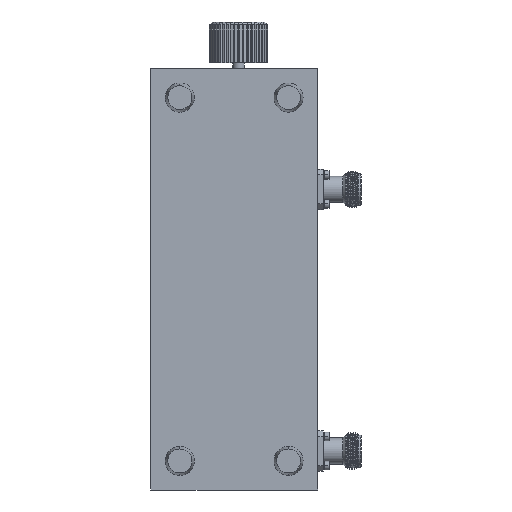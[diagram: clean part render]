
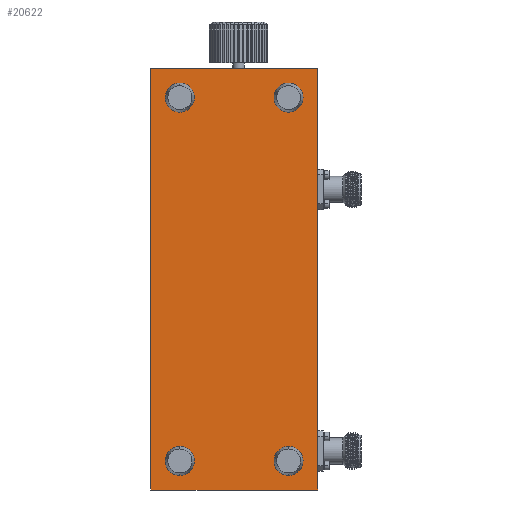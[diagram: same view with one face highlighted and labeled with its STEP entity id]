
A CAD part, front view. The second image highlights one B-rep face of the part: STEP entity #20622.
In plain terms, the highlighted planar face has unit normal (0, -1, 0).
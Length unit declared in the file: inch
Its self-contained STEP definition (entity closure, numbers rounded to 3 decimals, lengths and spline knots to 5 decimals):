
#289 = CARTESIAN_POINT ( 'NONE',  ( -1.435, -1.4, -7.25 ) ) ;
#776 = DIRECTION ( 'NONE',  ( 1., 0., 0. ) ) ;
#1308 = CARTESIAN_POINT ( 'NONE',  ( -1.435, -1.4, -7.25 ) ) ;
#2579 = CARTESIAN_POINT ( 'NONE',  ( 0.935, -1.4, -6.5 ) ) ;
#2786 = CARTESIAN_POINT ( 'NONE',  ( -1.435, -1.4, -7.25 ) ) ;
#3053 = VERTEX_POINT ( 'NONE', #32050 ) ;
#3235 = VERTEX_POINT ( 'NONE', #30108 ) ;
#5208 = VERTEX_POINT ( 'NONE', #32658 ) ;
#5435 = DIRECTION ( 'NONE',  ( 0., 0., -1. ) ) ;
#6013 = EDGE_CURVE ( 'NONE', #20671, #11762, #34901, .T. ) ;
#6318 = FACE_BOUND ( 'NONE', #32622, .T. ) ;
#6763 = ORIENTED_EDGE ( 'NONE', *, *, #33195, .F. ) ;
#7598 = AXIS2_PLACEMENT_3D ( 'NONE', #18593, #25436, #12552 ) ;
#8004 = CARTESIAN_POINT ( 'NONE',  ( 1.435, -1.4, -7.25 ) ) ;
#8320 = CARTESIAN_POINT ( 'NONE',  ( 0.935, -1.4, -0.5 ) ) ;
#8520 = ORIENTED_EDGE ( 'NONE', *, *, #6013, .T. ) ;
#8706 = CIRCLE ( 'NONE', #16000, 0.25 ) ;
#8724 = CARTESIAN_POINT ( 'NONE',  ( -0.935, -1.4, -0.5 ) ) ;
#9334 = CIRCLE ( 'NONE', #21273, 0.25 ) ;
#9740 = VECTOR ( 'NONE', #26494, 39.37008 ) ;
#9862 = DIRECTION ( 'NONE',  ( 0., -1., 0. ) ) ;
#10144 = DIRECTION ( 'NONE',  ( 0., -1., 0. ) ) ;
#10171 = CARTESIAN_POINT ( 'NONE',  ( -0.935, -1.4, -0.25 ) ) ;
#10543 = AXIS2_PLACEMENT_3D ( 'NONE', #289, #9862, #31705 ) ;
#11246 = EDGE_LOOP ( 'NONE', ( #38322, #21563, #8520, #25066 ) ) ;
#11513 = ORIENTED_EDGE ( 'NONE', *, *, #25643, .F. ) ;
#11756 = CIRCLE ( 'NONE', #15719, 0.25 ) ;
#11762 = VERTEX_POINT ( 'NONE', #24765 ) ;
#12008 = CARTESIAN_POINT ( 'NONE',  ( -0.935, -1.4, -0.5 ) ) ;
#12552 = DIRECTION ( 'NONE',  ( 0., 0., -1. ) ) ;
#12777 = EDGE_CURVE ( 'NONE', #13613, #13804, #17561, .T. ) ;
#13272 = EDGE_LOOP ( 'NONE', ( #26815, #22706 ) ) ;
#13613 = VERTEX_POINT ( 'NONE', #36267 ) ;
#13712 = CIRCLE ( 'NONE', #32313, 0.25 ) ;
#13804 = VERTEX_POINT ( 'NONE', #32226 ) ;
#14138 = EDGE_CURVE ( 'NONE', #27511, #23438, #8706, .T. ) ;
#14229 = VERTEX_POINT ( 'NONE', #36978 ) ;
#14237 = CARTESIAN_POINT ( 'NONE',  ( -0.935, -1.4, -6.75 ) ) ;
#14903 = DIRECTION ( 'NONE',  ( 0., -1., 0. ) ) ;
#14923 = EDGE_LOOP ( 'NONE', ( #38055, #34046 ) ) ;
#15305 = EDGE_CURVE ( 'NONE', #24153, #5208, #15669, .T. ) ;
#15472 = AXIS2_PLACEMENT_3D ( 'NONE', #8724, #27462, #21003 ) ;
#15525 = ORIENTED_EDGE ( 'NONE', *, *, #15305, .F. ) ;
#15669 = CIRCLE ( 'NONE', #40300, 0.25 ) ;
#15719 = AXIS2_PLACEMENT_3D ( 'NONE', #33954, #21445, #5435 ) ;
#16000 = AXIS2_PLACEMENT_3D ( 'NONE', #12008, #14903, #31343 ) ;
#16370 = CARTESIAN_POINT ( 'NONE',  ( -1.435, -1.4, -7.25 ) ) ;
#16984 = EDGE_CURVE ( 'NONE', #23438, #27511, #25463, .T. ) ;
#17561 = CIRCLE ( 'NONE', #7598, 0.25 ) ;
#17797 = CARTESIAN_POINT ( 'NONE',  ( -0.935, -1.4, -0.75 ) ) ;
#17915 = EDGE_CURVE ( 'NONE', #20671, #3053, #31297, .T. ) ;
#18305 = DIRECTION ( 'NONE',  ( 0., 0., -1. ) ) ;
#18593 = CARTESIAN_POINT ( 'NONE',  ( -0.935, -1.4, -6.75 ) ) ;
#19009 = PLANE ( 'NONE',  #10543 ) ;
#20495 = DIRECTION ( 'NONE',  ( 0., 0., -1. ) ) ;
#20622 = ADVANCED_FACE ( 'NONE', ( #25880, #34835, #41092, #28382, #6318 ), #19009, .T. ) ;
#20671 = VERTEX_POINT ( 'NONE', #1308 ) ;
#20694 = DIRECTION ( 'NONE',  ( 0., 0., 1. ) ) ;
#21003 = DIRECTION ( 'NONE',  ( 0., 0., -1. ) ) ;
#21273 = AXIS2_PLACEMENT_3D ( 'NONE', #38655, #10144, #22816 ) ;
#21445 = DIRECTION ( 'NONE',  ( 0., -1., 0. ) ) ;
#21563 = ORIENTED_EDGE ( 'NONE', *, *, #17915, .F. ) ;
#22706 = ORIENTED_EDGE ( 'NONE', *, *, #12777, .F. ) ;
#22816 = DIRECTION ( 'NONE',  ( 0., 0., -1. ) ) ;
#23438 = VERTEX_POINT ( 'NONE', #10171 ) ;
#23983 = LINE ( 'NONE', #28137, #34565 ) ;
#23995 = EDGE_LOOP ( 'NONE', ( #34248, #15525 ) ) ;
#24153 = VERTEX_POINT ( 'NONE', #2579 ) ;
#24765 = CARTESIAN_POINT ( 'NONE',  ( 1.435, -1.4, -7.25 ) ) ;
#25066 = ORIENTED_EDGE ( 'NONE', *, *, #36425, .T. ) ;
#25436 = DIRECTION ( 'NONE',  ( 0., -1., 0. ) ) ;
#25463 = CIRCLE ( 'NONE', #15472, 0.25 ) ;
#25643 = EDGE_CURVE ( 'NONE', #36388, #14229, #26880, .T. ) ;
#25880 = FACE_OUTER_BOUND ( 'NONE', #11246, .T. ) ;
#26494 = DIRECTION ( 'NONE',  ( 0., 0., 1. ) ) ;
#26815 = ORIENTED_EDGE ( 'NONE', *, *, #35302, .F. ) ;
#26880 = CIRCLE ( 'NONE', #40201, 0.25 ) ;
#27462 = DIRECTION ( 'NONE',  ( 0., -1., 0. ) ) ;
#27468 = DIRECTION ( 'NONE',  ( 0., 0., -1. ) ) ;
#27511 = VERTEX_POINT ( 'NONE', #17797 ) ;
#27880 = CARTESIAN_POINT ( 'NONE',  ( 0.935, -1.4, -6.75 ) ) ;
#28137 = CARTESIAN_POINT ( 'NONE',  ( -1.435, -1.4, 0. ) ) ;
#28382 = FACE_BOUND ( 'NONE', #14923, .T. ) ;
#29854 = VECTOR ( 'NONE', #776, 39.37008 ) ;
#30108 = CARTESIAN_POINT ( 'NONE',  ( 1.435, -1.4, 0. ) ) ;
#30377 = VECTOR ( 'NONE', #20694, 39.37008 ) ;
#30444 = DIRECTION ( 'NONE',  ( 1., 0., 0. ) ) ;
#30984 = DIRECTION ( 'NONE',  ( 0., -1., 0. ) ) ;
#31297 = LINE ( 'NONE', #2786, #9740 ) ;
#31343 = DIRECTION ( 'NONE',  ( 0., 0., -1. ) ) ;
#31705 = DIRECTION ( 'NONE',  ( 0., 0., -1. ) ) ;
#32050 = CARTESIAN_POINT ( 'NONE',  ( -1.435, -1.4, 0. ) ) ;
#32054 = EDGE_CURVE ( 'NONE', #3053, #3235, #23983, .T. ) ;
#32226 = CARTESIAN_POINT ( 'NONE',  ( -0.935, -1.4, -7. ) ) ;
#32313 = AXIS2_PLACEMENT_3D ( 'NONE', #14237, #33595, #20495 ) ;
#32622 = EDGE_LOOP ( 'NONE', ( #6763, #11513 ) ) ;
#32658 = CARTESIAN_POINT ( 'NONE',  ( 0.935, -1.4, -7. ) ) ;
#33195 = EDGE_CURVE ( 'NONE', #14229, #36388, #9334, .T. ) ;
#33513 = DIRECTION ( 'NONE',  ( 0., -1., 0. ) ) ;
#33595 = DIRECTION ( 'NONE',  ( 0., -1., 0. ) ) ;
#33954 = CARTESIAN_POINT ( 'NONE',  ( 0.935, -1.4, -6.75 ) ) ;
#34046 = ORIENTED_EDGE ( 'NONE', *, *, #16984, .F. ) ;
#34248 = ORIENTED_EDGE ( 'NONE', *, *, #35774, .F. ) ;
#34565 = VECTOR ( 'NONE', #30444, 39.37008 ) ;
#34835 = FACE_BOUND ( 'NONE', #13272, .T. ) ;
#34901 = LINE ( 'NONE', #16370, #29854 ) ;
#35302 = EDGE_CURVE ( 'NONE', #13804, #13613, #13712, .T. ) ;
#35774 = EDGE_CURVE ( 'NONE', #5208, #24153, #11756, .T. ) ;
#36267 = CARTESIAN_POINT ( 'NONE',  ( -0.935, -1.4, -6.5 ) ) ;
#36388 = VERTEX_POINT ( 'NONE', #39440 ) ;
#36425 = EDGE_CURVE ( 'NONE', #11762, #3235, #36526, .T. ) ;
#36526 = LINE ( 'NONE', #8004, #30377 ) ;
#36978 = CARTESIAN_POINT ( 'NONE',  ( 0.935, -1.4, -0.75 ) ) ;
#38055 = ORIENTED_EDGE ( 'NONE', *, *, #14138, .F. ) ;
#38322 = ORIENTED_EDGE ( 'NONE', *, *, #32054, .F. ) ;
#38655 = CARTESIAN_POINT ( 'NONE',  ( 0.935, -1.4, -0.5 ) ) ;
#39440 = CARTESIAN_POINT ( 'NONE',  ( 0.935, -1.4, -0.25 ) ) ;
#40201 = AXIS2_PLACEMENT_3D ( 'NONE', #8320, #30984, #27468 ) ;
#40300 = AXIS2_PLACEMENT_3D ( 'NONE', #27880, #33513, #18305 ) ;
#41092 = FACE_BOUND ( 'NONE', #23995, .T. ) ;
